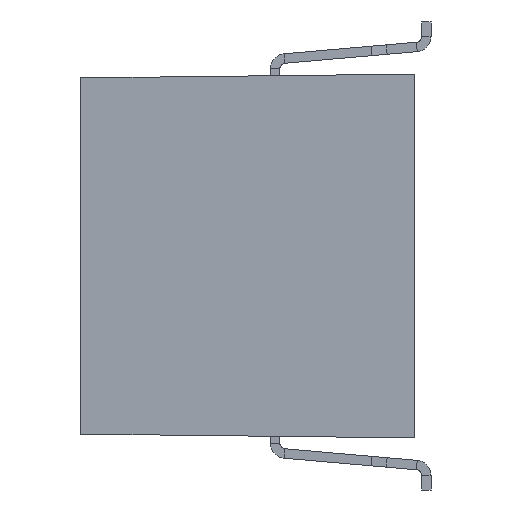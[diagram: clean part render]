
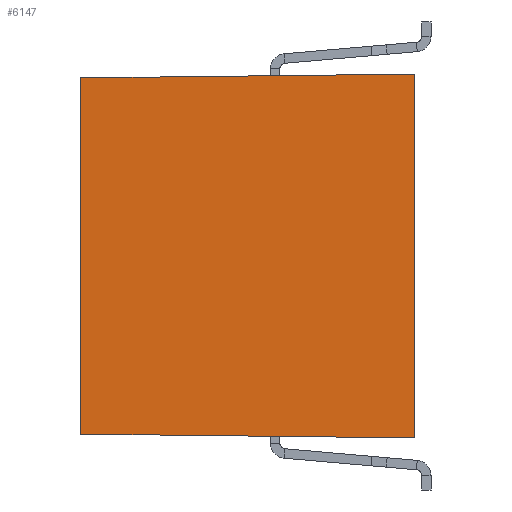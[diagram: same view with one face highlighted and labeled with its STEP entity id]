
A CAD part, left-side view. The second image highlights one B-rep face of the part: STEP entity #6147.
In plain terms, the highlighted planar face has unit normal (-1, 0.011, 0).
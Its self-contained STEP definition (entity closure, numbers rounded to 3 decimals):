
#5979 = VERTEX_POINT('',#5980);
#5980 = CARTESIAN_POINT('',(-7.55,5.,4.7));
#5986 = EDGE_CURVE('',#5987,#5979,#5989,.T.);
#5987 = VERTEX_POINT('',#5988);
#5988 = CARTESIAN_POINT('',(-7.65,-3.8,4.8));
#5989 = LINE('',#5990,#5991);
#5990 = CARTESIAN_POINT('',(-7.599,0.67,4.749
    ));
#5991 = VECTOR('',#5992,1.);
#5992 = DIRECTION('',(0.011,1.,
    -0.011));
#6064 = VERTEX_POINT('',#6065);
#6065 = CARTESIAN_POINT('',(-7.65,-3.8,-4.8));
#6071 = EDGE_CURVE('',#6072,#6064,#6074,.T.);
#6072 = VERTEX_POINT('',#6073);
#6073 = CARTESIAN_POINT('',(-7.55,5.,-4.7));
#6074 = LINE('',#6075,#6076);
#6075 = CARTESIAN_POINT('',(-7.549,5.07,-4.699)
  );
#6076 = VECTOR('',#6077,1.);
#6077 = DIRECTION('',(-0.011,-1.,
    -0.011));
#6147 = ADVANCED_FACE('',(#6148),#6164,.T.);
#6148 = FACE_BOUND('',#6149,.T.);
#6149 = EDGE_LOOP('',(#6150,#6151,#6157,#6158));
#6150 = ORIENTED_EDGE('',*,*,#5986,.T.);
#6151 = ORIENTED_EDGE('',*,*,#6152,.F.);
#6152 = EDGE_CURVE('',#6072,#5979,#6153,.T.);
#6153 = LINE('',#6154,#6155);
#6154 = CARTESIAN_POINT('',(-7.55,5.,0.));
#6155 = VECTOR('',#6156,1.);
#6156 = DIRECTION('',(0.,0.,1.));
#6157 = ORIENTED_EDGE('',*,*,#6071,.T.);
#6158 = ORIENTED_EDGE('',*,*,#6159,.F.);
#6159 = EDGE_CURVE('',#5987,#6064,#6160,.T.);
#6160 = LINE('',#6161,#6162);
#6161 = CARTESIAN_POINT('',(-7.65,-3.8,0.));
#6162 = VECTOR('',#6163,1.);
#6163 = DIRECTION('',(0.,0.,-1.));
#6164 = PLANE('',#6165);
#6165 = AXIS2_PLACEMENT_3D('',#6166,#6167,#6168);
#6166 = CARTESIAN_POINT('',(-7.55,5.,0.));
#6167 = DIRECTION('',(-1.,0.011,0.));
#6168 = DIRECTION('',(-0.011,-1.,0.));
